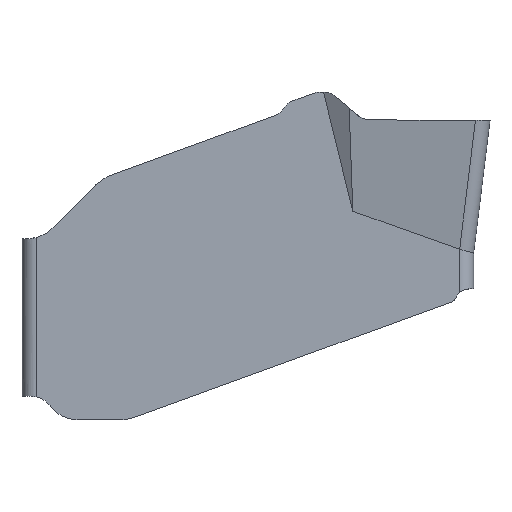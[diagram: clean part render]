
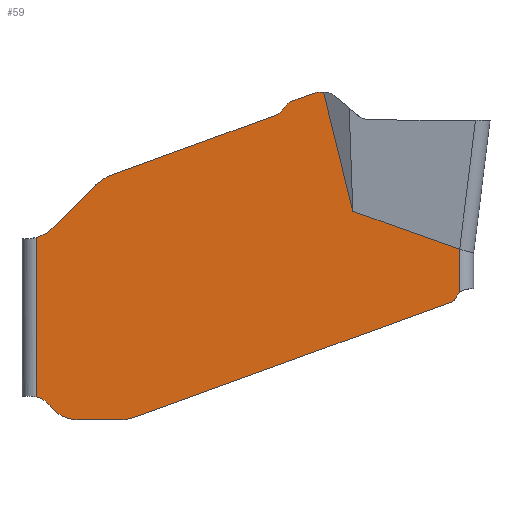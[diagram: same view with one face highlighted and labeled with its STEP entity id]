
A CAD part, left-side view. The second image highlights one B-rep face of the part: STEP entity #59.
In plain terms, the highlighted planar face has unit normal (-1, 0, 0).
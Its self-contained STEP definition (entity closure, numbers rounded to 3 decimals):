
#59=ADVANCED_FACE('BODY_R_SUR',(#120),#101,.F.);
#101=PLANE('',#890);
#120=FACE_OUTER_BOUND('',#162,.T.);
#162=EDGE_LOOP('',(#374,#375,#376,#377,#378,#379,#380,#381,#382,#383,#384,
#385,#386,#387,#388,#389,#390,#391,#392,#393,#394,#395,#396,#397,#398));
#205=ELLIPSE('',#883,1.32,1.);
#206=ELLIPSE('',#887,1.46,1.);
#226=LINE('',#1310,#290);
#227=LINE('',#1312,#291);
#228=LINE('',#1314,#292);
#229=LINE('',#1316,#293);
#230=LINE('',#1320,#294);
#231=LINE('',#1326,#295);
#232=LINE('',#1340,#296);
#233=LINE('',#1344,#297);
#234=LINE('',#1350,#298);
#235=LINE('',#1364,#299);
#236=LINE('',#1368,#300);
#290=VECTOR('',#986,1.);
#291=VECTOR('',#987,1.);
#292=VECTOR('',#988,1.);
#293=VECTOR('',#989,1.);
#294=VECTOR('',#992,1.);
#295=VECTOR('',#997,1.);
#296=VECTOR('',#1002,1.);
#297=VECTOR('',#1005,1.);
#298=VECTOR('',#1010,1.);
#299=VECTOR('',#1015,1.);
#300=VECTOR('',#1018,1.);
#374=ORIENTED_EDGE('',*,*,#688,.T.);
#375=ORIENTED_EDGE('',*,*,#689,.T.);
#376=ORIENTED_EDGE('',*,*,#690,.T.);
#377=ORIENTED_EDGE('',*,*,#691,.T.);
#378=ORIENTED_EDGE('',*,*,#692,.T.);
#379=ORIENTED_EDGE('',*,*,#693,.T.);
#380=ORIENTED_EDGE('',*,*,#694,.T.);
#381=ORIENTED_EDGE('',*,*,#695,.T.);
#382=ORIENTED_EDGE('',*,*,#696,.T.);
#383=ORIENTED_EDGE('',*,*,#697,.T.);
#384=ORIENTED_EDGE('',*,*,#698,.T.);
#385=ORIENTED_EDGE('',*,*,#699,.T.);
#386=ORIENTED_EDGE('',*,*,#700,.T.);
#387=ORIENTED_EDGE('',*,*,#701,.T.);
#388=ORIENTED_EDGE('',*,*,#702,.T.);
#389=ORIENTED_EDGE('',*,*,#703,.T.);
#390=ORIENTED_EDGE('',*,*,#704,.T.);
#391=ORIENTED_EDGE('',*,*,#705,.T.);
#392=ORIENTED_EDGE('',*,*,#706,.T.);
#393=ORIENTED_EDGE('',*,*,#707,.T.);
#394=ORIENTED_EDGE('',*,*,#708,.T.);
#395=ORIENTED_EDGE('',*,*,#709,.T.);
#396=ORIENTED_EDGE('',*,*,#710,.T.);
#397=ORIENTED_EDGE('',*,*,#711,.T.);
#398=ORIENTED_EDGE('',*,*,#712,.T.);
#610=VERTEX_POINT('',#1308);
#611=VERTEX_POINT('',#1309);
#612=VERTEX_POINT('',#1311);
#613=VERTEX_POINT('',#1313);
#614=VERTEX_POINT('',#1315);
#615=VERTEX_POINT('',#1317);
#616=VERTEX_POINT('',#1319);
#617=VERTEX_POINT('',#1321);
#618=VERTEX_POINT('',#1323);
#619=VERTEX_POINT('',#1325);
#620=VERTEX_POINT('',#1327);
#621=VERTEX_POINT('',#1329);
#622=VERTEX_POINT('',#1337);
#623=VERTEX_POINT('',#1339);
#624=VERTEX_POINT('',#1341);
#625=VERTEX_POINT('',#1343);
#626=VERTEX_POINT('',#1345);
#627=VERTEX_POINT('',#1347);
#628=VERTEX_POINT('',#1349);
#629=VERTEX_POINT('',#1351);
#630=VERTEX_POINT('',#1353);
#631=VERTEX_POINT('',#1361);
#632=VERTEX_POINT('',#1363);
#633=VERTEX_POINT('',#1365);
#634=VERTEX_POINT('',#1367);
#688=EDGE_CURVE('',#610,#611,#791,.T.);
#689=EDGE_CURVE('',#611,#612,#226,.T.);
#690=EDGE_CURVE('',#612,#613,#227,.T.);
#691=EDGE_CURVE('',#613,#614,#228,.T.);
#692=EDGE_CURVE('',#614,#615,#229,.T.);
#693=EDGE_CURVE('',#615,#616,#792,.T.);
#694=EDGE_CURVE('',#616,#617,#230,.T.);
#695=EDGE_CURVE('',#617,#618,#793,.T.);
#696=EDGE_CURVE('',#618,#619,#794,.T.);
#697=EDGE_CURVE('',#619,#620,#231,.T.);
#698=EDGE_CURVE('',#620,#621,#795,.T.);
#699=EDGE_CURVE('',#621,#622,#811,.T.);
#700=EDGE_CURVE('',#622,#623,#205,.T.);
#701=EDGE_CURVE('',#623,#624,#232,.T.);
#702=EDGE_CURVE('',#624,#625,#796,.T.);
#703=EDGE_CURVE('',#625,#626,#233,.T.);
#704=EDGE_CURVE('',#626,#627,#797,.T.);
#705=EDGE_CURVE('',#627,#628,#798,.T.);
#706=EDGE_CURVE('',#628,#629,#234,.T.);
#707=EDGE_CURVE('',#629,#630,#206,.T.);
#708=EDGE_CURVE('',#630,#631,#812,.T.);
#709=EDGE_CURVE('',#631,#632,#799,.T.);
#710=EDGE_CURVE('',#632,#633,#235,.T.);
#711=EDGE_CURVE('',#633,#634,#800,.T.);
#712=EDGE_CURVE('',#634,#610,#236,.T.);
#791=CIRCLE('',#878,0.3);
#792=CIRCLE('',#879,0.3);
#793=CIRCLE('',#880,0.3);
#794=CIRCLE('',#881,0.436);
#795=CIRCLE('',#882,1.);
#796=CIRCLE('',#884,0.8);
#797=CIRCLE('',#885,0.5);
#798=CIRCLE('',#886,0.75);
#799=CIRCLE('',#888,1.);
#800=CIRCLE('',#889,0.1);
#811=B_SPLINE_CURVE_WITH_KNOTS('',3,(#1330,#1331,#1332,#1333,#1334,#1335,
#1336),.UNSPECIFIED.,.F.,.F.,(4,3,4),(0.,0.788,1.),
 .UNSPECIFIED.);
#812=B_SPLINE_CURVE_WITH_KNOTS('',3,(#1354,#1355,#1356,#1357,#1358,#1359,
#1360),.UNSPECIFIED.,.F.,.F.,(4,3,4),(0.,0.69,1.),
 .UNSPECIFIED.);
#878=AXIS2_PLACEMENT_3D('',#1307,#984,#985);
#879=AXIS2_PLACEMENT_3D('',#1318,#990,#991);
#880=AXIS2_PLACEMENT_3D('',#1322,#993,#994);
#881=AXIS2_PLACEMENT_3D('',#1324,#995,#996);
#882=AXIS2_PLACEMENT_3D('',#1328,#998,#999);
#883=AXIS2_PLACEMENT_3D('',#1338,#1000,#1001);
#884=AXIS2_PLACEMENT_3D('',#1342,#1003,#1004);
#885=AXIS2_PLACEMENT_3D('',#1346,#1006,#1007);
#886=AXIS2_PLACEMENT_3D('',#1348,#1008,#1009);
#887=AXIS2_PLACEMENT_3D('',#1352,#1011,#1012);
#888=AXIS2_PLACEMENT_3D('',#1362,#1013,#1014);
#889=AXIS2_PLACEMENT_3D('',#1366,#1016,#1017);
#890=AXIS2_PLACEMENT_3D('',#1369,#1019,#1020);
#984=DIRECTION('',(1.,0.,0.));
#985=DIRECTION('',(0.,0.,-1.));
#986=DIRECTION('',(0.,0.,1.));
#987=DIRECTION('',(0.,0.942,0.335));
#988=DIRECTION('',(0.,0.238,0.971));
#989=DIRECTION('',(0.,1.,0.));
#990=DIRECTION('',(-1.,0.,0.));
#991=DIRECTION('',(0.,0.,-1.));
#992=DIRECTION('',(0.,0.94,-0.342));
#993=DIRECTION('',(-1.,0.,0.));
#994=DIRECTION('',(0.,0.,-1.));
#995=DIRECTION('',(1.,0.,0.));
#996=DIRECTION('',(0.,0.,-1.));
#997=DIRECTION('',(0.,0.94,-0.342));
#998=DIRECTION('',(-1.,0.,0.));
#999=DIRECTION('',(0.,0.,-1.));
#1000=DIRECTION('',(-1.,0.,0.));
#1001=DIRECTION('',(0.,0.707,-0.707));
#1002=DIRECTION('',(0.,0.707,-0.707));
#1003=DIRECTION('',(1.,0.,0.));
#1004=DIRECTION('',(0.,0.,-1.));
#1005=DIRECTION('',(0.,0.,-1.));
#1006=DIRECTION('',(1.,0.,0.));
#1007=DIRECTION('',(0.,0.,-1.));
#1008=DIRECTION('',(-1.,0.,0.));
#1009=DIRECTION('',(0.,0.,-1.));
#1010=DIRECTION('',(0.,-1.,0.));
#1011=DIRECTION('',(-1.,0.,0.));
#1012=DIRECTION('',(0.,-1.,0.));
#1013=DIRECTION('',(-1.,0.,0.));
#1014=DIRECTION('',(0.,0.,-1.));
#1015=DIRECTION('',(0.,-0.94,0.342));
#1016=DIRECTION('',(-1.,0.,0.));
#1017=DIRECTION('',(0.,0.,-1.));
#1018=DIRECTION('',(0.,-0.5,0.866));
#1019=DIRECTION('',(1.,0.,0.));
#1020=DIRECTION('',(0.,0.,-1.));
#1307=CARTESIAN_POINT('',(-1.15,-4.55,-3.905));
#1308=CARTESIAN_POINT('',(-1.15,-4.29,-3.755));
#1309=CARTESIAN_POINT('',(-1.15,-4.35,-3.681));
#1310=CARTESIAN_POINT('',(-1.15,-4.35,-2.861));
#1311=CARTESIAN_POINT('',(-1.15,-4.35,-2.754));
#1312=CARTESIAN_POINT('',(-1.15,-4.153,-2.685));
#1313=CARTESIAN_POINT('',(-1.15,-2.069,-1.944));
#1314=CARTESIAN_POINT('',(-1.15,-2.092,-2.039));
#1315=CARTESIAN_POINT('',(-1.15,-1.444,0.6));
#1316=CARTESIAN_POINT('',(-1.15,0.,0.6));
#1317=CARTESIAN_POINT('',(-1.15,-1.344,0.6));
#1318=CARTESIAN_POINT('',(-1.15,-1.344,0.3));
#1319=CARTESIAN_POINT('',(-1.15,-1.242,0.582));
#1320=CARTESIAN_POINT('',(-1.15,0.042,0.115));
#1321=CARTESIAN_POINT('',(-1.15,-0.769,0.41));
#1322=CARTESIAN_POINT('',(-1.15,-0.871,0.128));
#1323=CARTESIAN_POINT('',(-1.15,-0.614,0.282));
#1324=CARTESIAN_POINT('',(-1.15,-0.24,0.506));
#1325=CARTESIAN_POINT('',(-1.15,-0.389,0.096));
#1326=CARTESIAN_POINT('',(-1.15,-0.015,-0.04));
#1327=CARTESIAN_POINT('',(-1.15,3.068,-1.162));
#1328=CARTESIAN_POINT('',(-1.15,2.726,-2.101));
#1329=CARTESIAN_POINT('',(-1.15,3.371,-1.338));
#1330=CARTESIAN_POINT('',(-1.15,3.371,-1.338));
#1331=CARTESIAN_POINT('',(-1.15,3.376,-1.342));
#1332=CARTESIAN_POINT('',(-1.15,3.38,-1.345));
#1333=CARTESIAN_POINT('',(-1.15,3.385,-1.349));
#1334=CARTESIAN_POINT('',(-1.15,3.386,-1.35));
#1335=CARTESIAN_POINT('',(-1.15,3.387,-1.351));
#1336=CARTESIAN_POINT('',(-1.15,3.388,-1.352));
#1337=CARTESIAN_POINT('',(-1.15,3.388,-1.352));
#1338=CARTESIAN_POINT('',(-1.15,2.742,-2.117));
#1339=CARTESIAN_POINT('',(-1.15,3.449,-1.41));
#1340=CARTESIAN_POINT('',(-1.15,1.019,1.019));
#1341=CARTESIAN_POINT('',(-1.15,4.334,-2.296));
#1342=CARTESIAN_POINT('',(-1.15,4.9,-1.73));
#1343=CARTESIAN_POINT('',(-1.15,4.7,-2.505));
#1344=CARTESIAN_POINT('',(-1.15,4.7,-7.9));
#1345=CARTESIAN_POINT('',(-1.15,4.7,-5.91));
#1346=CARTESIAN_POINT('',(-1.15,4.8,-6.4));
#1347=CARTESIAN_POINT('',(-1.15,4.4,-6.1));
#1348=CARTESIAN_POINT('',(-1.15,3.8,-5.65));
#1349=CARTESIAN_POINT('',(-1.15,3.8,-6.4));
#1350=CARTESIAN_POINT('',(-1.15,0.,-6.4));
#1351=CARTESIAN_POINT('',(-1.15,2.942,-6.4));
#1352=CARTESIAN_POINT('',(-1.15,2.942,-5.4));
#1353=CARTESIAN_POINT('',(-1.15,2.861,-6.398));
#1354=CARTESIAN_POINT('',(-1.15,2.861,-6.398));
#1355=CARTESIAN_POINT('',(-1.15,2.857,-6.398));
#1356=CARTESIAN_POINT('',(-1.15,2.852,-6.398));
#1357=CARTESIAN_POINT('',(-1.15,2.848,-6.398));
#1358=CARTESIAN_POINT('',(-1.15,2.846,-6.398));
#1359=CARTESIAN_POINT('',(-1.15,2.844,-6.398));
#1360=CARTESIAN_POINT('',(-1.15,2.842,-6.397));
#1361=CARTESIAN_POINT('',(-1.15,2.842,-6.397));
#1362=CARTESIAN_POINT('',(-1.15,2.914,-5.4));
#1363=CARTESIAN_POINT('',(-1.15,2.572,-6.34));
#1364=CARTESIAN_POINT('',(-1.15,-1.737,-4.772));
#1365=CARTESIAN_POINT('',(-1.15,-4.192,-3.878));
#1366=CARTESIAN_POINT('',(-1.15,-4.158,-3.784));
#1367=CARTESIAN_POINT('',(-1.15,-4.245,-3.834));
#1368=CARTESIAN_POINT('',(-1.15,-4.844,-2.796));
#1369=CARTESIAN_POINT('',(-1.15,0.,0.));
